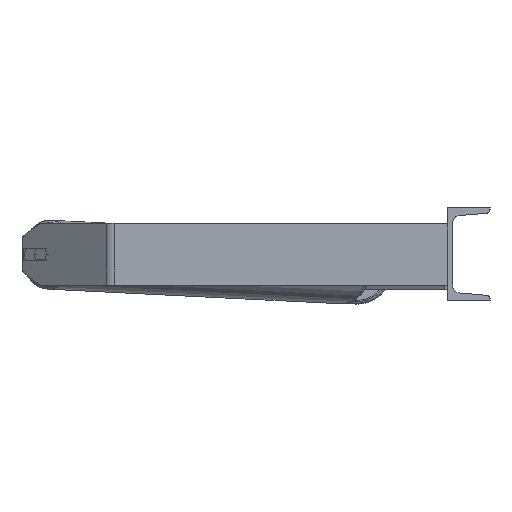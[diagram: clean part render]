
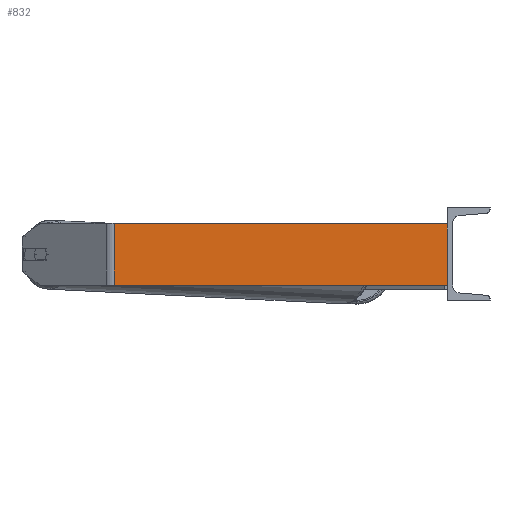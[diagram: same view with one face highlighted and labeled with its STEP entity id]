
A CAD part, left-side view. The second image highlights one B-rep face of the part: STEP entity #832.
In plain terms, the highlighted planar face has unit normal (-1, 0, 0).
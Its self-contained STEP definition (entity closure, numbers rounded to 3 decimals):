
#832 = ADVANCED_FACE ( 'NONE', ( #1645 ), #5531, .F. ) ;
#1326 = AXIS2_PLACEMENT_3D ( 'NONE', #4200, #3505, #1357 ) ;
#1357 = DIRECTION ( 'NONE',  ( 0., 1., 0. ) ) ;
#1367 = DIRECTION ( 'NONE',  ( 0., 0., -1. ) ) ;
#1461 = DIRECTION ( 'NONE',  ( 0., -1., 0. ) ) ;
#1601 = VERTEX_POINT ( 'NONE', #2429 ) ;
#1645 = FACE_OUTER_BOUND ( 'NONE', #8929, .T. ) ;
#1904 = CARTESIAN_POINT ( 'NONE',  ( -885., 0., -40. ) ) ;
#2429 = CARTESIAN_POINT ( 'NONE',  ( -885., 0., 40. ) ) ;
#2500 = ORIENTED_EDGE ( 'NONE', *, *, #6567, .F. ) ;
#2693 = EDGE_CURVE ( 'NONE', #6180, #1601, #7052, .T. ) ;
#2784 = CARTESIAN_POINT ( 'NONE',  ( -885., 430.366, 40. ) ) ;
#3197 = LINE ( 'NONE', #3251, #5290 ) ;
#3251 = CARTESIAN_POINT ( 'NONE',  ( -885., 0., 40. ) ) ;
#3350 = ORIENTED_EDGE ( 'NONE', *, *, #2693, .F. ) ;
#3398 = VECTOR ( 'NONE', #5076, 1000. ) ;
#3505 = DIRECTION ( 'NONE',  ( 1., 0., 0. ) ) ;
#3622 = VERTEX_POINT ( 'NONE', #1904 ) ;
#4200 = CARTESIAN_POINT ( 'NONE',  ( -885., 436.19, 40. ) ) ;
#4503 = VERTEX_POINT ( 'NONE', #4887 ) ;
#4840 = ORIENTED_EDGE ( 'NONE', *, *, #8988, .T. ) ;
#4887 = CARTESIAN_POINT ( 'NONE',  ( -885., 430.366, -40. ) ) ;
#5076 = DIRECTION ( 'NONE',  ( 0., -1., 0. ) ) ;
#5278 = EDGE_CURVE ( 'NONE', #4503, #3622, #8751, .T. ) ;
#5290 = VECTOR ( 'NONE', #5939, 1000. ) ;
#5506 = CARTESIAN_POINT ( 'NONE',  ( -885., 430.366, 40. ) ) ;
#5531 = PLANE ( 'NONE',  #1326 ) ;
#5939 = DIRECTION ( 'NONE',  ( 0., 0., -1. ) ) ;
#6180 = VERTEX_POINT ( 'NONE', #5506 ) ;
#6497 = ORIENTED_EDGE ( 'NONE', *, *, #5278, .T. ) ;
#6567 = EDGE_CURVE ( 'NONE', #1601, #3622, #3197, .T. ) ;
#7052 = LINE ( 'NONE', #7791, #7400 ) ;
#7400 = VECTOR ( 'NONE', #1461, 1000. ) ;
#7425 = VECTOR ( 'NONE', #1367, 1000. ) ;
#7791 = CARTESIAN_POINT ( 'NONE',  ( -885., 436.19, 40. ) ) ;
#7998 = CARTESIAN_POINT ( 'NONE',  ( -885., 436.19, -40. ) ) ;
#8187 = LINE ( 'NONE', #2784, #7425 ) ;
#8751 = LINE ( 'NONE', #7998, #3398 ) ;
#8929 = EDGE_LOOP ( 'NONE', ( #6497, #2500, #3350, #4840 ) ) ;
#8988 = EDGE_CURVE ( 'NONE', #6180, #4503, #8187, .T. ) ;
